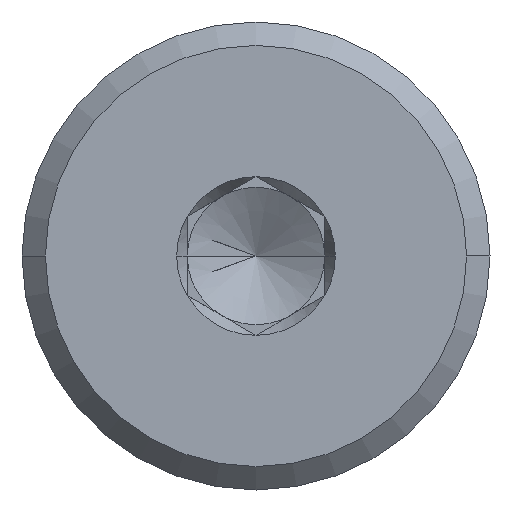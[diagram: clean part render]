
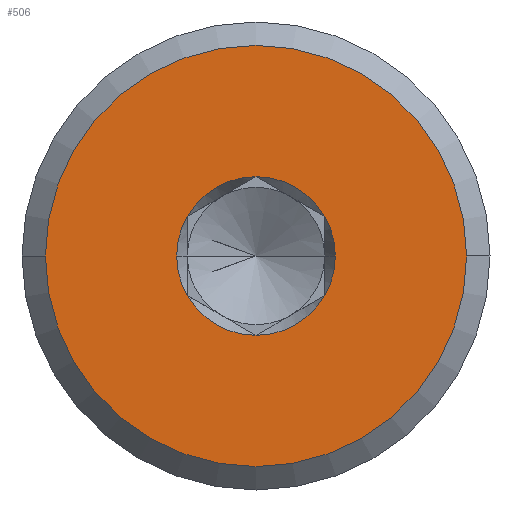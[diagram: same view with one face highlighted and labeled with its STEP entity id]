
A CAD part, left-side view. The second image highlights one B-rep face of the part: STEP entity #506.
In plain terms, the highlighted planar face has unit normal (-1, 0, 0).
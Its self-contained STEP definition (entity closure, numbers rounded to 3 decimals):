
#436 = VERTEX_POINT( '', #1231 );
#460 = EDGE_CURVE( '', #826, #532, #1259, .T. );
#506 = ADVANCED_FACE( '', ( #1308, #1309 ), #1310, .T. );
#532 = VERTEX_POINT( '', #1339 );
#556 = EDGE_CURVE( '', #1076, #882, #1366, .T. );
#584 = EDGE_CURVE( '', #746, #682, #1395, .T. );
#682 = VERTEX_POINT( '', #1504 );
#694 = VERTEX_POINT( '', #1518 );
#736 = VERTEX_POINT( '', #1562 );
#744 = EDGE_CURVE( '', #694, #826, #1571, .T. );
#746 = VERTEX_POINT( '', #1573 );
#752 = EDGE_CURVE( '', #736, #746, #1579, .T. );
#786 = EDGE_CURVE( '', #882, #736, #1616, .T. );
#802 = EDGE_CURVE( '', #532, #1076, #1634, .T. );
#826 = VERTEX_POINT( '', #1659 );
#846 = VERTEX_POINT( '', #1683 );
#882 = VERTEX_POINT( '', #1720 );
#954 = EDGE_CURVE( '', #682, #694, #1801, .T. );
#1044 = EDGE_CURVE( '', #846, #436, #1903, .T. );
#1076 = VERTEX_POINT( '', #1939 );
#1096 = EDGE_CURVE( '', #436, #846, #1961, .T. );
#1231 = CARTESIAN_POINT( '', ( -4.5, 4.599, 0. ) );
#1259 = CIRCLE( '', #2137, 1.732 );
#1308 = FACE_BOUND( '', #2211, .T. );
#1309 = FACE_OUTER_BOUND( '', #2212, .T. );
#1310 = PLANE( '', #2213 );
#1339 = CARTESIAN_POINT( '', ( -4.5, 1.5, -0.866 ) );
#1366 = CIRCLE( '', #2288, 1.732 );
#1395 = CIRCLE( '', #2332, 1.732 );
#1504 = CARTESIAN_POINT( '', ( -4.5, 0., 1.732 ) );
#1518 = CARTESIAN_POINT( '', ( -4.5, 1.5, 0.866 ) );
#1562 = CARTESIAN_POINT( '', ( -4.5, -1.732, 0. ) );
#1571 = CIRCLE( '', #2596, 1.732 );
#1573 = CARTESIAN_POINT( '', ( -4.5, -1.5, 0.866 ) );
#1579 = CIRCLE( '', #2605, 1.732 );
#1616 = CIRCLE( '', #2666, 1.732 );
#1634 = CIRCLE( '', #2691, 1.732 );
#1659 = CARTESIAN_POINT( '', ( -4.5, 1.732, 0. ) );
#1683 = CARTESIAN_POINT( '', ( -4.5, -4.599, 0. ) );
#1720 = CARTESIAN_POINT( '', ( -4.5, -1.5, -0.866 ) );
#1801 = CIRCLE( '', #2968, 1.732 );
#1903 = CIRCLE( '', #3093, 4.599 );
#1939 = CARTESIAN_POINT( '', ( -4.5, 0., -1.732 ) );
#1961 = CIRCLE( '', #3175, 4.599 );
#2137 = AXIS2_PLACEMENT_3D( '', #3442, #3443, #3444 );
#2211 = EDGE_LOOP( '', ( #3484, #3485, #3486, #3487, #3488, #3489, #3490, #3491 ) );
#2212 = EDGE_LOOP( '', ( #3492, #3493 ) );
#2213 = AXIS2_PLACEMENT_3D( '', #3494, #3495, #3496 );
#2288 = AXIS2_PLACEMENT_3D( '', #3563, #3564, #3565 );
#2332 = AXIS2_PLACEMENT_3D( '', #3580, #3581, #3582 );
#2596 = AXIS2_PLACEMENT_3D( '', #3765, #3766, #3767 );
#2605 = AXIS2_PLACEMENT_3D( '', #3768, #3769, #3770 );
#2666 = AXIS2_PLACEMENT_3D( '', #3808, #3809, #3810 );
#2691 = AXIS2_PLACEMENT_3D( '', #3830, #3831, #3832 );
#2968 = AXIS2_PLACEMENT_3D( '', #4006, #4007, #4008 );
#3093 = AXIS2_PLACEMENT_3D( '', #4137, #4138, #4139 );
#3175 = AXIS2_PLACEMENT_3D( '', #4212, #4213, #4214 );
#3442 = CARTESIAN_POINT( '', ( -4.5, 0., 0. ) );
#3443 = DIRECTION( '', ( -1., 0., 0. ) );
#3444 = DIRECTION( '', ( 0., 1., 0. ) );
#3484 = ORIENTED_EDGE( '', *, *, #744, .F. );
#3485 = ORIENTED_EDGE( '', *, *, #954, .F. );
#3486 = ORIENTED_EDGE( '', *, *, #584, .F. );
#3487 = ORIENTED_EDGE( '', *, *, #752, .F. );
#3488 = ORIENTED_EDGE( '', *, *, #786, .F. );
#3489 = ORIENTED_EDGE( '', *, *, #556, .F. );
#3490 = ORIENTED_EDGE( '', *, *, #802, .F. );
#3491 = ORIENTED_EDGE( '', *, *, #460, .F. );
#3492 = ORIENTED_EDGE( '', *, *, #1096, .T. );
#3493 = ORIENTED_EDGE( '', *, *, #1044, .T. );
#3494 = CARTESIAN_POINT( '', ( -4.5, 3.166, 0. ) );
#3495 = DIRECTION( '', ( -1., 0., 0. ) );
#3496 = DIRECTION( '', ( 0., 1., 0. ) );
#3563 = CARTESIAN_POINT( '', ( -4.5, 0., 0. ) );
#3564 = DIRECTION( '', ( -1., 0., 0. ) );
#3565 = DIRECTION( '', ( 0., 1., 0. ) );
#3580 = CARTESIAN_POINT( '', ( -4.5, 0., 0. ) );
#3581 = DIRECTION( '', ( -1., 0., 0. ) );
#3582 = DIRECTION( '', ( 0., 1., 0. ) );
#3765 = CARTESIAN_POINT( '', ( -4.5, 0., 0. ) );
#3766 = DIRECTION( '', ( -1., 0., 0. ) );
#3767 = DIRECTION( '', ( 0., 1., 0. ) );
#3768 = CARTESIAN_POINT( '', ( -4.5, 0., 0. ) );
#3769 = DIRECTION( '', ( -1., 0., 0. ) );
#3770 = DIRECTION( '', ( 0., 1., 0. ) );
#3808 = CARTESIAN_POINT( '', ( -4.5, 0., 0. ) );
#3809 = DIRECTION( '', ( -1., 0., 0. ) );
#3810 = DIRECTION( '', ( 0., 1., 0. ) );
#3830 = CARTESIAN_POINT( '', ( -4.5, 0., 0. ) );
#3831 = DIRECTION( '', ( -1., 0., 0. ) );
#3832 = DIRECTION( '', ( 0., 1., 0. ) );
#4006 = CARTESIAN_POINT( '', ( -4.5, 0., 0. ) );
#4007 = DIRECTION( '', ( -1., 0., 0. ) );
#4008 = DIRECTION( '', ( 0., 1., 0. ) );
#4137 = CARTESIAN_POINT( '', ( -4.5, 0., 0. ) );
#4138 = DIRECTION( '', ( -1., 0., 0. ) );
#4139 = DIRECTION( '', ( 0., 1., 0. ) );
#4212 = CARTESIAN_POINT( '', ( -4.5, 0., 0. ) );
#4213 = DIRECTION( '', ( -1., 0., 0. ) );
#4214 = DIRECTION( '', ( 0., 1., 0. ) );
